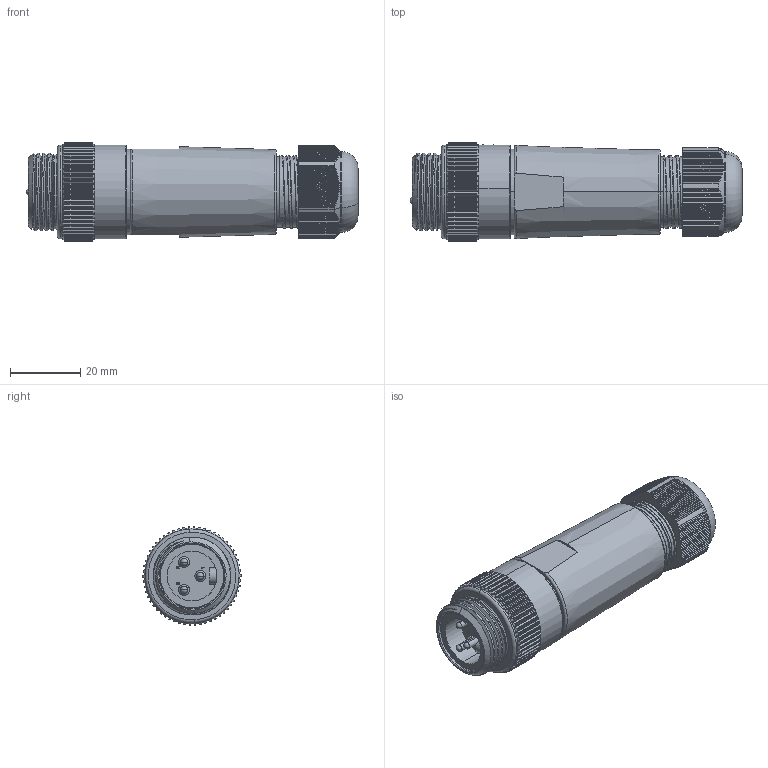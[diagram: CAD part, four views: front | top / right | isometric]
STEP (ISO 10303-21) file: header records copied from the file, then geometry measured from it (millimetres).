
FILE_DESCRIPTION (( 'STEP AP214' ), '1' );
FILE_NAME ('MIN-3MPM-FW.STEP', '2015-08-13T15:48:24', ( 'IT' ), ( '' ), 'SwSTEP 2.0', 'SolidWorks 2015', '' );
FILE_SCHEMA (( 'AUTOMOTIVE_DESIGN' ));
Length unit declared in the file: millimetre
Products named in the file (1): MIN-3MPM-FW
Bounding box: 94.64 x 28 x 27.98 mm (x, y, z)
Volume: 43208.3 mm3; surface area: 12640.7 mm2
Topology: 1 solids, 1 shells, 849 faces, 2455 edges, 1621 vertices
Faces by surface type: plane 449, cylinder 328, bspline 27, torus 21, cone 18, sphere 6
Entity records: 43154 total; most frequent: CARTESIAN_POINT 13430, ORIENTED_EDGE 4898, DIRECTION 3338, EDGE_CURVE 2449, VERTEX_POINT 1621, VECTOR 1120, LINE 1120, AXIS2_PLACEMENT_3D 1109
